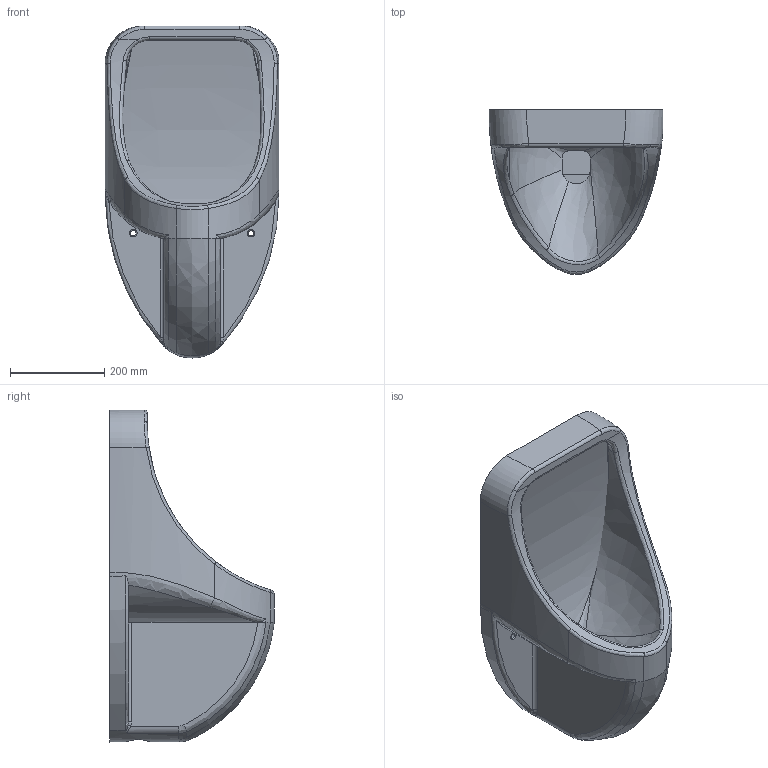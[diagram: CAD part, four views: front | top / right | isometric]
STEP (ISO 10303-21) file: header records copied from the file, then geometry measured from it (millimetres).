
FILE_DESCRIPTION((''),'2;1');
FILE_NAME('084737.stp','2008-03-01T14:41:09',('Huebner'),(''),'Autodesk Inventor 11','Autodesk Inventor 11','');
FILE_SCHEMA(('AUTOMOTIVE_DESIGN { 1 0 10303 214 1 1 1 1 }'));
Length unit declared in the file: millimetre
Products named in the file (2): 084737
Assembly tree (1 placements, depth 2):
  084737
    084737
Bounding box: 369.2 x 349.41 x 705 mm (x, y, z)
Volume: 17703350.6 mm3; surface area: 1114470.5 mm2
Topology: 1 solids, 1 shells, 156 faces, 397 edges, 237 vertices
Faces by surface type: cylinder 56, bspline 56, plane 38, torus 6
Full cylindrical faces by diameter (mm): 12 x2, 35 x1, 42.741 x1, 44.939 x1, 50 x1, 50.857 x1, 67.817 x1
Entity records: 13774 total; most frequent: CARTESIAN_POINT 10384, ORIENTED_EDGE 764, DIRECTION 572, EDGE_CURVE 382, VERTEX_POINT 236, AXIS2_PLACEMENT_3D 226, EDGE_LOOP 180, FACE_OUTER_BOUND 156
